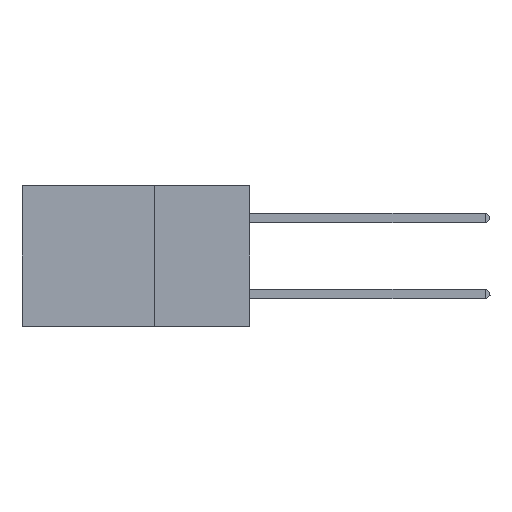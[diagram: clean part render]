
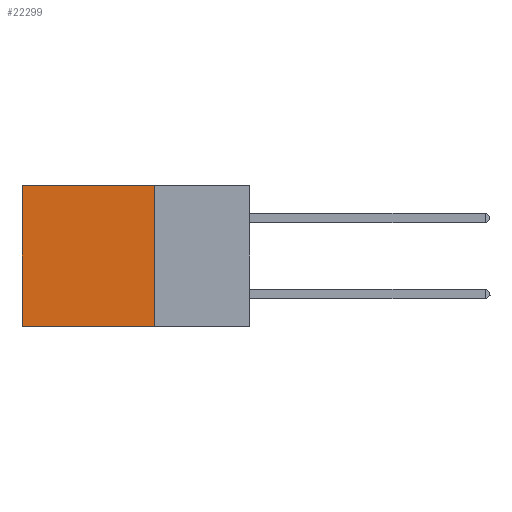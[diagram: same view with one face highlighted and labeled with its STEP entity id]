
A CAD part, left-side view. The second image highlights one B-rep face of the part: STEP entity #22299.
In plain terms, the highlighted planar face has unit normal (-1, 0, 0).
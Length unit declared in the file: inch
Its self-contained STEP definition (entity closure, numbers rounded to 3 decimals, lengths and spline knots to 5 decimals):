
#246 = DIRECTION ( 'NONE',  ( 0., 0., -1. ) ) ;
#684 = VECTOR ( 'NONE', #35314, 39.37008 ) ;
#2573 = DIRECTION ( 'NONE',  ( 0., 0., -1. ) ) ;
#2948 = CARTESIAN_POINT ( 'NONE',  ( 0.2875, 0.25, 0. ) ) ;
#2995 = VERTEX_POINT ( 'NONE', #21167 ) ;
#4979 = VERTEX_POINT ( 'NONE', #31755 ) ;
#6416 = CARTESIAN_POINT ( 'NONE',  ( 0.2875, 0.6, -0.37 ) ) ;
#6710 = VECTOR ( 'NONE', #16052, 39.37008 ) ;
#7448 = VERTEX_POINT ( 'NONE', #6416 ) ;
#8984 = EDGE_CURVE ( 'NONE', #21719, #2995, #17923, .T. ) ;
#9071 = FACE_OUTER_BOUND ( 'NONE', #31925, .T. ) ;
#10394 = ORIENTED_EDGE ( 'NONE', *, *, #23083, .T. ) ;
#10479 = VECTOR ( 'NONE', #2573, 39.37008 ) ;
#11754 = PLANE ( 'NONE',  #28866 ) ;
#14378 = CARTESIAN_POINT ( 'NONE',  ( 0.2875, 0.25, -0.37 ) ) ;
#16052 = DIRECTION ( 'NONE',  ( 0., 0., -1. ) ) ;
#17923 = LINE ( 'NONE', #33637, #10479 ) ;
#18440 = CARTESIAN_POINT ( 'NONE',  ( 0.2875, 0.25, 0. ) ) ;
#19832 = DIRECTION ( 'NONE',  ( 1., 0., 0. ) ) ;
#20419 = EDGE_CURVE ( 'NONE', #2995, #7448, #24534, .T. ) ;
#21167 = CARTESIAN_POINT ( 'NONE',  ( 0.2875, 0.25, -0.37 ) ) ;
#21719 = VERTEX_POINT ( 'NONE', #29028 ) ;
#22248 = ORIENTED_EDGE ( 'NONE', *, *, #24211, .T. ) ;
#22299 = ADVANCED_FACE ( 'NONE', ( #9071 ), #11754, .F. ) ;
#22490 = LINE ( 'NONE', #26937, #6710 ) ;
#23083 = EDGE_CURVE ( 'NONE', #21719, #4979, #36146, .T. ) ;
#24211 = EDGE_CURVE ( 'NONE', #4979, #7448, #22490, .T. ) ;
#24534 = LINE ( 'NONE', #14378, #24990 ) ;
#24990 = VECTOR ( 'NONE', #28558, 39.37008 ) ;
#25834 = ORIENTED_EDGE ( 'NONE', *, *, #8984, .F. ) ;
#26937 = CARTESIAN_POINT ( 'NONE',  ( 0.2875, 0.6, 0. ) ) ;
#28558 = DIRECTION ( 'NONE',  ( 0., 1., 0. ) ) ;
#28866 = AXIS2_PLACEMENT_3D ( 'NONE', #2948, #19832, #246 ) ;
#29028 = CARTESIAN_POINT ( 'NONE',  ( 0.2875, 0.25, 0. ) ) ;
#31392 = ORIENTED_EDGE ( 'NONE', *, *, #20419, .F. ) ;
#31755 = CARTESIAN_POINT ( 'NONE',  ( 0.2875, 0.6, 0. ) ) ;
#31925 = EDGE_LOOP ( 'NONE', ( #22248, #31392, #25834, #10394 ) ) ;
#33637 = CARTESIAN_POINT ( 'NONE',  ( 0.2875, 0.25, 0. ) ) ;
#35314 = DIRECTION ( 'NONE',  ( 0., 1., 0. ) ) ;
#36146 = LINE ( 'NONE', #18440, #684 ) ;
